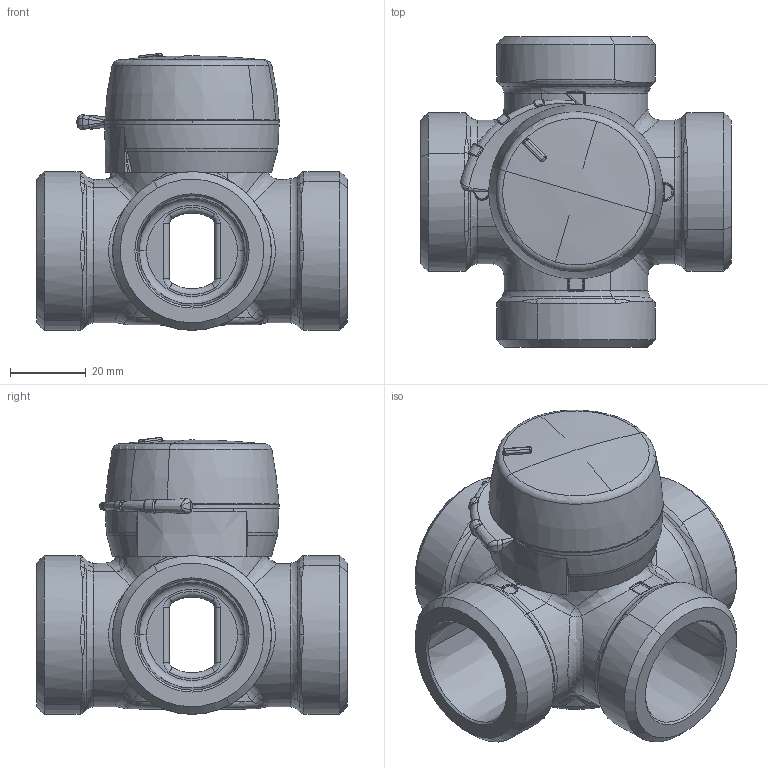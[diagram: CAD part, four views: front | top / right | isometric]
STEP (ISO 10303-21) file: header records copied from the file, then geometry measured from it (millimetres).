
FILE_DESCRIPTION(('CATIA V5 STEP Exchange'),'2;1');
FILE_NAME('VRB142_DN25.stp','2016-04-04T12:29:40+00:00',('none'),('none'),'CATIA Version 5 Release 20 SP 6 (IN-10)','CATIA V5 STEP AP214','none');
FILE_SCHEMA(('AUTOMOTIVE_DESIGN { 1 0 10303 214 1 1 1 1 }'));
Products named in the file (5): VRB X4X DN25; 7035-01; 7040-01; 7039-01; 7122-02
Assembly tree (4 placements, depth 2):
  VRB X4X DN25
    7035-01
    7040-01
    7039-01
    7122-02
Bounding box: 82 x 82 x 73.02 mm (x, y, z)
Volume: 99715.7 mm3; surface area: 57114.2 mm2
Topology: 5 solids, 5 shells, 3626 faces, 8683 edges, 4872 vertices
Faces by surface type: cylinder 1433, bspline 760, plane 738, sphere 254, torus 225, cone 189, revolution 27
Entity records: 143219 total; most frequent: CARTESIAN_POINT 67419, ORIENTED_EDGE 16854, DIRECTION 10696, EDGE_CURVE 8427, AXIS2_PLACEMENT_3D 4933, VERTEX_POINT 4870, EDGE_LOOP 3703, ADVANCED_FACE 3626
